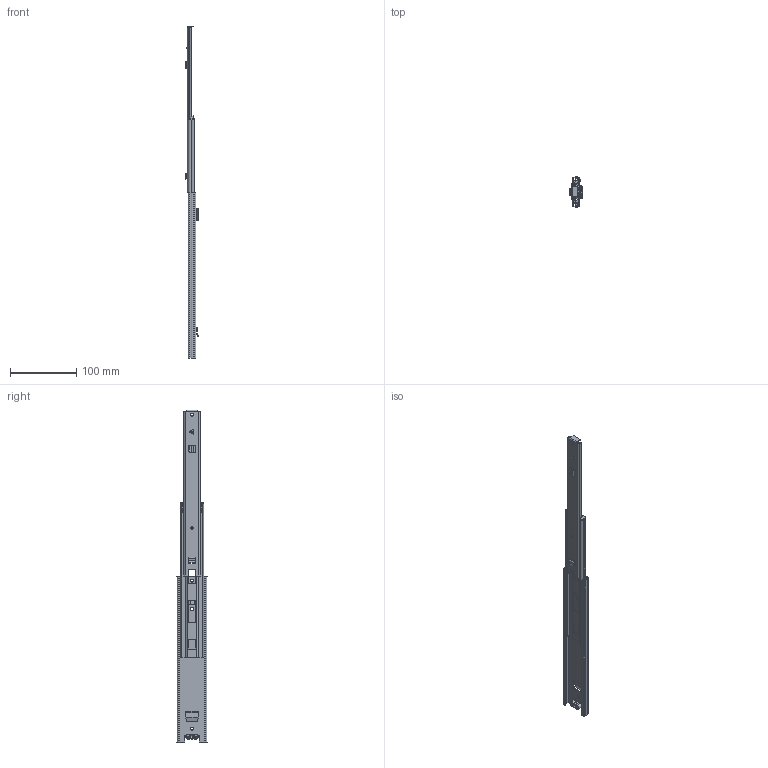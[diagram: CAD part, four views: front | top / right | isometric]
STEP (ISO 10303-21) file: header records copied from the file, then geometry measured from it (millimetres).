
FILE_DESCRIPTION (( 'STEP AP214' ), '1' );
FILE_NAME ('FR_5046_SMT.0250mm_10inch_0,9_open_right.STEP', '2022-11-03T12:05:12', ( '' ), ( '' ), 'SwSTEP 2.0', 'SolidWorks 2020', '' );
FILE_SCHEMA (( 'AUTOMOTIVE_DESIGN' ));
Length unit declared in the file: millimetre
Products named in the file (11): Niete; 5046.XXX-01.C100A.re_NL  250; Anschlag hinten; 5046.XXX-02.C000A_NL  250; FR_5046_SMT.0250mm_10inch_0,9_open_right; 5046.XXX-03.C100A.re_NL  250; Anschlag Mittelprofiel; AHS
Assembly tree (10 placements, depth 3):
  FR_5046_SMT.0250mm_10inch_0,9_open_right
    5046.XXX-01.C100A.re_NL  250
      5046.XXX-01.C100A.re_NL  250
      Anschlag hinten
    5046.XXX-02.C000A_NL  250
      5046.XXX-02.C000A_NL  250
      Anschlag Mittelprofiel
    5046.XXX-03.C100A.re_NL  250
      5046.XXX-03.C100A.re_NL  250
      AHS
      Niete
Bounding box: 21.01 x 45.46 x 500 mm (x, y, z)
Volume: 49441.2 mm3; surface area: 81440.3 mm2
Topology: 7 solids, 7 shells, 688 faces, 1726 edges, 1051 vertices
Faces by surface type: plane 389, cylinder 235, torus 33, bspline 22, cone 6, sphere 3
Entity records: 21305 total; most frequent: CARTESIAN_POINT 4431, DIRECTION 3484, ORIENTED_EDGE 3446, EDGE_CURVE 1723, AXIS2_PLACEMENT_3D 1193, LINE 1098, VECTOR 1098, VERTEX_POINT 1051
